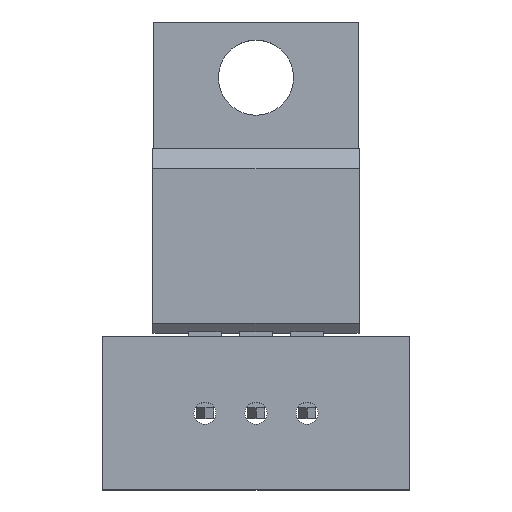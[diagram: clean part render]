
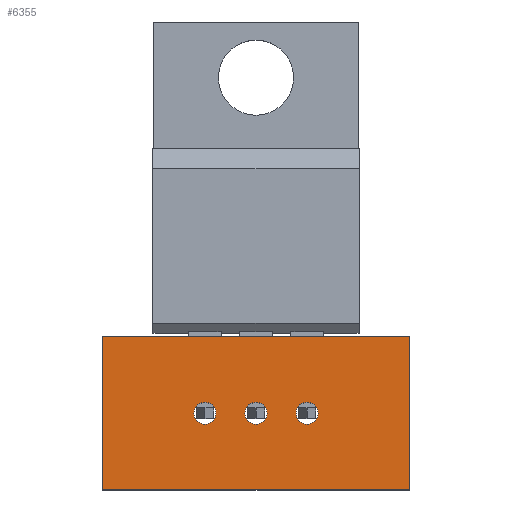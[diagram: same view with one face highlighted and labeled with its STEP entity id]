
A CAD part, top view. The second image highlights one B-rep face of the part: STEP entity #6355.
In plain terms, the highlighted planar face has unit normal (0, 0, 1).
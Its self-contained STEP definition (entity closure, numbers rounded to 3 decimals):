
#5975 = VERTEX_POINT('',#5976);
#5976 = CARTESIAN_POINT('',(118.11,-69.85,1.6));
#5983 = PLANE('',#5984);
#5984 = AXIS2_PLACEMENT_3D('',#5985,#5986,#5987);
#5985 = CARTESIAN_POINT('',(118.11,-69.85,0.));
#5986 = DIRECTION('',(0.,1.,0.));
#5987 = DIRECTION('',(1.,0.,0.));
#5995 = PLANE('',#5996);
#5996 = AXIS2_PLACEMENT_3D('',#5997,#5998,#5999);
#5997 = CARTESIAN_POINT('',(118.11,-77.47,0.));
#5998 = DIRECTION('',(-1.,0.,0.));
#5999 = DIRECTION('',(0.,1.,0.));
#6007 = EDGE_CURVE('',#5975,#6008,#6010,.T.);
#6008 = VERTEX_POINT('',#6009);
#6009 = CARTESIAN_POINT('',(133.35,-69.85,1.6));
#6010 = SURFACE_CURVE('',#6011,(#6015,#6022),.PCURVE_S1.);
#6011 = LINE('',#6012,#6013);
#6012 = CARTESIAN_POINT('',(118.11,-69.85,1.6));
#6013 = VECTOR('',#6014,1.);
#6014 = DIRECTION('',(1.,0.,0.));
#6015 = PCURVE('',#5983,#6016);
#6016 = DEFINITIONAL_REPRESENTATION('',(#6017),#6021);
#6017 = LINE('',#6018,#6019);
#6018 = CARTESIAN_POINT('',(0.,-1.6));
#6019 = VECTOR('',#6020,1.);
#6020 = DIRECTION('',(1.,0.));
#6021 = ( GEOMETRIC_REPRESENTATION_CONTEXT(2) 
PARAMETRIC_REPRESENTATION_CONTEXT() REPRESENTATION_CONTEXT('2D SPACE',''
  ) );
#6022 = PCURVE('',#6023,#6028);
#6023 = PLANE('',#6024);
#6024 = AXIS2_PLACEMENT_3D('',#6025,#6026,#6027);
#6025 = CARTESIAN_POINT('',(118.11,-69.85,1.6));
#6026 = DIRECTION('',(0.,0.,1.));
#6027 = DIRECTION('',(1.,0.,0.));
#6028 = DEFINITIONAL_REPRESENTATION('',(#6029),#6033);
#6029 = LINE('',#6030,#6031);
#6030 = CARTESIAN_POINT('',(0.,0.));
#6031 = VECTOR('',#6032,1.);
#6032 = DIRECTION('',(1.,0.));
#6033 = ( GEOMETRIC_REPRESENTATION_CONTEXT(2) 
PARAMETRIC_REPRESENTATION_CONTEXT() REPRESENTATION_CONTEXT('2D SPACE',''
  ) );
#6051 = PLANE('',#6052);
#6052 = AXIS2_PLACEMENT_3D('',#6053,#6054,#6055);
#6053 = CARTESIAN_POINT('',(133.35,-69.85,0.));
#6054 = DIRECTION('',(1.,0.,0.));
#6055 = DIRECTION('',(0.,-1.,0.));
#6095 = VERTEX_POINT('',#6096);
#6096 = CARTESIAN_POINT('',(118.11,-77.47,1.6));
#6110 = PLANE('',#6111);
#6111 = AXIS2_PLACEMENT_3D('',#6112,#6113,#6114);
#6112 = CARTESIAN_POINT('',(133.35,-77.47,0.));
#6113 = DIRECTION('',(0.,-1.,0.));
#6114 = DIRECTION('',(-1.,0.,0.));
#6122 = EDGE_CURVE('',#6095,#5975,#6123,.T.);
#6123 = SURFACE_CURVE('',#6124,(#6128,#6135),.PCURVE_S1.);
#6124 = LINE('',#6125,#6126);
#6125 = CARTESIAN_POINT('',(118.11,-77.47,1.6));
#6126 = VECTOR('',#6127,1.);
#6127 = DIRECTION('',(0.,1.,0.));
#6128 = PCURVE('',#5995,#6129);
#6129 = DEFINITIONAL_REPRESENTATION('',(#6130),#6134);
#6130 = LINE('',#6131,#6132);
#6131 = CARTESIAN_POINT('',(0.,-1.6));
#6132 = VECTOR('',#6133,1.);
#6133 = DIRECTION('',(1.,0.));
#6134 = ( GEOMETRIC_REPRESENTATION_CONTEXT(2) 
PARAMETRIC_REPRESENTATION_CONTEXT() REPRESENTATION_CONTEXT('2D SPACE',''
  ) );
#6135 = PCURVE('',#6023,#6136);
#6136 = DEFINITIONAL_REPRESENTATION('',(#6137),#6141);
#6137 = LINE('',#6138,#6139);
#6138 = CARTESIAN_POINT('',(0.,-7.62));
#6139 = VECTOR('',#6140,1.);
#6140 = DIRECTION('',(0.,1.));
#6141 = ( GEOMETRIC_REPRESENTATION_CONTEXT(2) 
PARAMETRIC_REPRESENTATION_CONTEXT() REPRESENTATION_CONTEXT('2D SPACE',''
  ) );
#6169 = EDGE_CURVE('',#6008,#6170,#6172,.T.);
#6170 = VERTEX_POINT('',#6171);
#6171 = CARTESIAN_POINT('',(133.35,-77.47,1.6));
#6172 = SURFACE_CURVE('',#6173,(#6177,#6184),.PCURVE_S1.);
#6173 = LINE('',#6174,#6175);
#6174 = CARTESIAN_POINT('',(133.35,-69.85,1.6));
#6175 = VECTOR('',#6176,1.);
#6176 = DIRECTION('',(0.,-1.,0.));
#6177 = PCURVE('',#6051,#6178);
#6178 = DEFINITIONAL_REPRESENTATION('',(#6179),#6183);
#6179 = LINE('',#6180,#6181);
#6180 = CARTESIAN_POINT('',(0.,-1.6));
#6181 = VECTOR('',#6182,1.);
#6182 = DIRECTION('',(1.,0.));
#6183 = ( GEOMETRIC_REPRESENTATION_CONTEXT(2) 
PARAMETRIC_REPRESENTATION_CONTEXT() REPRESENTATION_CONTEXT('2D SPACE',''
  ) );
#6184 = PCURVE('',#6023,#6185);
#6185 = DEFINITIONAL_REPRESENTATION('',(#6186),#6190);
#6186 = LINE('',#6187,#6188);
#6187 = CARTESIAN_POINT('',(15.24,0.));
#6188 = VECTOR('',#6189,1.);
#6189 = DIRECTION('',(0.,-1.));
#6190 = ( GEOMETRIC_REPRESENTATION_CONTEXT(2) 
PARAMETRIC_REPRESENTATION_CONTEXT() REPRESENTATION_CONTEXT('2D SPACE',''
  ) );
#6282 = CYLINDRICAL_SURFACE('',#6283,0.55);
#6283 = AXIS2_PLACEMENT_3D('',#6284,#6285,#6286);
#6284 = CARTESIAN_POINT('',(125.73,-73.66,-0.8));
#6285 = DIRECTION('',(0.,0.,1.));
#6286 = DIRECTION('',(1.,0.,0.));
#6313 = CYLINDRICAL_SURFACE('',#6314,0.55);
#6314 = AXIS2_PLACEMENT_3D('',#6315,#6316,#6317);
#6315 = CARTESIAN_POINT('',(128.27,-73.66,-0.8));
#6316 = DIRECTION('',(0.,0.,1.));
#6317 = DIRECTION('',(1.,0.,0.));
#6344 = CYLINDRICAL_SURFACE('',#6345,0.55);
#6345 = AXIS2_PLACEMENT_3D('',#6346,#6347,#6348);
#6346 = CARTESIAN_POINT('',(123.19,-73.66,-0.8));
#6347 = DIRECTION('',(0.,0.,1.));
#6348 = DIRECTION('',(1.,0.,0.));
#6355 = ADVANCED_FACE('',(#6356,#6382,#6408,#6434),#6023,.T.);
#6356 = FACE_BOUND('',#6357,.T.);
#6357 = EDGE_LOOP('',(#6358,#6359,#6360,#6381));
#6358 = ORIENTED_EDGE('',*,*,#6007,.F.);
#6359 = ORIENTED_EDGE('',*,*,#6122,.F.);
#6360 = ORIENTED_EDGE('',*,*,#6361,.F.);
#6361 = EDGE_CURVE('',#6170,#6095,#6362,.T.);
#6362 = SURFACE_CURVE('',#6363,(#6367,#6374),.PCURVE_S1.);
#6363 = LINE('',#6364,#6365);
#6364 = CARTESIAN_POINT('',(133.35,-77.47,1.6));
#6365 = VECTOR('',#6366,1.);
#6366 = DIRECTION('',(-1.,0.,0.));
#6367 = PCURVE('',#6023,#6368);
#6368 = DEFINITIONAL_REPRESENTATION('',(#6369),#6373);
#6369 = LINE('',#6370,#6371);
#6370 = CARTESIAN_POINT('',(15.24,-7.62));
#6371 = VECTOR('',#6372,1.);
#6372 = DIRECTION('',(-1.,0.));
#6373 = ( GEOMETRIC_REPRESENTATION_CONTEXT(2) 
PARAMETRIC_REPRESENTATION_CONTEXT() REPRESENTATION_CONTEXT('2D SPACE',''
  ) );
#6374 = PCURVE('',#6110,#6375);
#6375 = DEFINITIONAL_REPRESENTATION('',(#6376),#6380);
#6376 = LINE('',#6377,#6378);
#6377 = CARTESIAN_POINT('',(0.,-1.6));
#6378 = VECTOR('',#6379,1.);
#6379 = DIRECTION('',(1.,0.));
#6380 = ( GEOMETRIC_REPRESENTATION_CONTEXT(2) 
PARAMETRIC_REPRESENTATION_CONTEXT() REPRESENTATION_CONTEXT('2D SPACE',''
  ) );
#6381 = ORIENTED_EDGE('',*,*,#6169,.F.);
#6382 = FACE_BOUND('',#6383,.T.);
#6383 = EDGE_LOOP('',(#6384));
#6384 = ORIENTED_EDGE('',*,*,#6385,.F.);
#6385 = EDGE_CURVE('',#6386,#6386,#6388,.T.);
#6386 = VERTEX_POINT('',#6387);
#6387 = CARTESIAN_POINT('',(123.74,-73.66,1.6));
#6388 = SURFACE_CURVE('',#6389,(#6394,#6401),.PCURVE_S1.);
#6389 = CIRCLE('',#6390,0.55);
#6390 = AXIS2_PLACEMENT_3D('',#6391,#6392,#6393);
#6391 = CARTESIAN_POINT('',(123.19,-73.66,1.6));
#6392 = DIRECTION('',(0.,0.,1.));
#6393 = DIRECTION('',(1.,0.,0.));
#6394 = PCURVE('',#6023,#6395);
#6395 = DEFINITIONAL_REPRESENTATION('',(#6396),#6400);
#6396 = CIRCLE('',#6397,0.55);
#6397 = AXIS2_PLACEMENT_2D('',#6398,#6399);
#6398 = CARTESIAN_POINT('',(5.08,-3.81));
#6399 = DIRECTION('',(1.,0.));
#6400 = ( GEOMETRIC_REPRESENTATION_CONTEXT(2) 
PARAMETRIC_REPRESENTATION_CONTEXT() REPRESENTATION_CONTEXT('2D SPACE',''
  ) );
#6401 = PCURVE('',#6344,#6402);
#6402 = DEFINITIONAL_REPRESENTATION('',(#6403),#6407);
#6403 = LINE('',#6404,#6405);
#6404 = CARTESIAN_POINT('',(0.,2.4));
#6405 = VECTOR('',#6406,1.);
#6406 = DIRECTION('',(1.,0.));
#6407 = ( GEOMETRIC_REPRESENTATION_CONTEXT(2) 
PARAMETRIC_REPRESENTATION_CONTEXT() REPRESENTATION_CONTEXT('2D SPACE',''
  ) );
#6408 = FACE_BOUND('',#6409,.T.);
#6409 = EDGE_LOOP('',(#6410));
#6410 = ORIENTED_EDGE('',*,*,#6411,.F.);
#6411 = EDGE_CURVE('',#6412,#6412,#6414,.T.);
#6412 = VERTEX_POINT('',#6413);
#6413 = CARTESIAN_POINT('',(126.28,-73.66,1.6));
#6414 = SURFACE_CURVE('',#6415,(#6420,#6427),.PCURVE_S1.);
#6415 = CIRCLE('',#6416,0.55);
#6416 = AXIS2_PLACEMENT_3D('',#6417,#6418,#6419);
#6417 = CARTESIAN_POINT('',(125.73,-73.66,1.6));
#6418 = DIRECTION('',(0.,0.,1.));
#6419 = DIRECTION('',(1.,0.,0.));
#6420 = PCURVE('',#6023,#6421);
#6421 = DEFINITIONAL_REPRESENTATION('',(#6422),#6426);
#6422 = CIRCLE('',#6423,0.55);
#6423 = AXIS2_PLACEMENT_2D('',#6424,#6425);
#6424 = CARTESIAN_POINT('',(7.62,-3.81));
#6425 = DIRECTION('',(1.,0.));
#6426 = ( GEOMETRIC_REPRESENTATION_CONTEXT(2) 
PARAMETRIC_REPRESENTATION_CONTEXT() REPRESENTATION_CONTEXT('2D SPACE',''
  ) );
#6427 = PCURVE('',#6282,#6428);
#6428 = DEFINITIONAL_REPRESENTATION('',(#6429),#6433);
#6429 = LINE('',#6430,#6431);
#6430 = CARTESIAN_POINT('',(0.,2.4));
#6431 = VECTOR('',#6432,1.);
#6432 = DIRECTION('',(1.,0.));
#6433 = ( GEOMETRIC_REPRESENTATION_CONTEXT(2) 
PARAMETRIC_REPRESENTATION_CONTEXT() REPRESENTATION_CONTEXT('2D SPACE',''
  ) );
#6434 = FACE_BOUND('',#6435,.T.);
#6435 = EDGE_LOOP('',(#6436));
#6436 = ORIENTED_EDGE('',*,*,#6437,.F.);
#6437 = EDGE_CURVE('',#6438,#6438,#6440,.T.);
#6438 = VERTEX_POINT('',#6439);
#6439 = CARTESIAN_POINT('',(128.82,-73.66,1.6));
#6440 = SURFACE_CURVE('',#6441,(#6446,#6453),.PCURVE_S1.);
#6441 = CIRCLE('',#6442,0.55);
#6442 = AXIS2_PLACEMENT_3D('',#6443,#6444,#6445);
#6443 = CARTESIAN_POINT('',(128.27,-73.66,1.6));
#6444 = DIRECTION('',(0.,0.,1.));
#6445 = DIRECTION('',(1.,0.,0.));
#6446 = PCURVE('',#6023,#6447);
#6447 = DEFINITIONAL_REPRESENTATION('',(#6448),#6452);
#6448 = CIRCLE('',#6449,0.55);
#6449 = AXIS2_PLACEMENT_2D('',#6450,#6451);
#6450 = CARTESIAN_POINT('',(10.16,-3.81));
#6451 = DIRECTION('',(1.,0.));
#6452 = ( GEOMETRIC_REPRESENTATION_CONTEXT(2) 
PARAMETRIC_REPRESENTATION_CONTEXT() REPRESENTATION_CONTEXT('2D SPACE',''
  ) );
#6453 = PCURVE('',#6313,#6454);
#6454 = DEFINITIONAL_REPRESENTATION('',(#6455),#6459);
#6455 = LINE('',#6456,#6457);
#6456 = CARTESIAN_POINT('',(0.,2.4));
#6457 = VECTOR('',#6458,1.);
#6458 = DIRECTION('',(1.,0.));
#6459 = ( GEOMETRIC_REPRESENTATION_CONTEXT(2) 
PARAMETRIC_REPRESENTATION_CONTEXT() REPRESENTATION_CONTEXT('2D SPACE',''
  ) );
